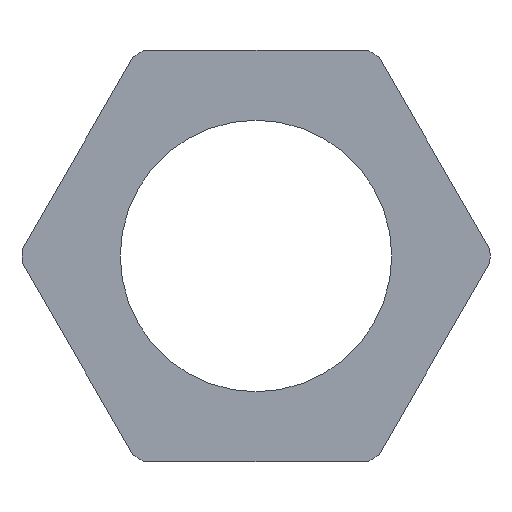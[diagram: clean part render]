
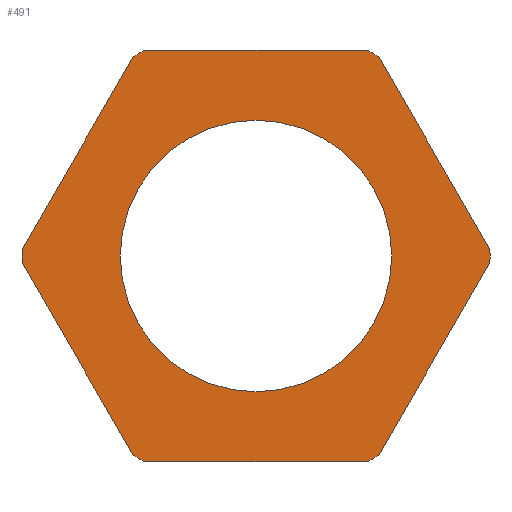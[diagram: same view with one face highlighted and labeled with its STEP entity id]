
A CAD part, front view. The second image highlights one B-rep face of the part: STEP entity #491.
In plain terms, the highlighted planar face has unit normal (0, -1, 0).
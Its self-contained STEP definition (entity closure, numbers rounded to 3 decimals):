
#1 = EDGE_CURVE ( 'NONE', #135, #117, #224, .T. ) ;
#2 = DIRECTION ( 'NONE',  ( 0., -1., 0. ) ) ;
#3 = CIRCLE ( 'NONE', #343, 12.5 ) ;
#5 = CARTESIAN_POINT ( 'NONE',  ( 6.351, -2.5, 11. ) ) ;
#17 = DIRECTION ( 'NONE',  ( 0., 0., 1. ) ) ;
#21 = PLANE ( 'NONE',  #139 ) ;
#24 = VERTEX_POINT ( 'NONE', #211 ) ;
#25 = LINE ( 'NONE', #470, #424 ) ;
#28 = EDGE_CURVE ( 'NONE', #94, #44, #353, .T. ) ;
#29 = CARTESIAN_POINT ( 'NONE',  ( 5.937, -2.5, 11. ) ) ;
#32 = DIRECTION ( 'NONE',  ( 0., 0., 1. ) ) ;
#33 = DIRECTION ( 'NONE',  ( -0.5, 0., -0.866 ) ) ;
#44 = VERTEX_POINT ( 'NONE', #291 ) ;
#49 = CIRCLE ( 'NONE', #99, 7.25 ) ;
#51 = ORIENTED_EDGE ( 'NONE', *, *, #56, .F. ) ;
#54 = ORIENTED_EDGE ( 'NONE', *, *, #161, .T. ) ;
#55 = ORIENTED_EDGE ( 'NONE', *, *, #152, .F. ) ;
#56 = EDGE_CURVE ( 'NONE', #94, #393, #366, .T. ) ;
#61 = VECTOR ( 'NONE', #342, 1000. ) ;
#63 = ORIENTED_EDGE ( 'NONE', *, *, #189, .T. ) ;
#66 = CARTESIAN_POINT ( 'NONE',  ( 12.702, -2.5, 0. ) ) ;
#69 = DIRECTION ( 'NONE',  ( 0., 0., 1. ) ) ;
#74 = CARTESIAN_POINT ( 'NONE',  ( 0., -2.5, -7.25 ) ) ;
#87 = CIRCLE ( 'NONE', #385, 12.5 ) ;
#89 = EDGE_CURVE ( 'NONE', #544, #44, #25, .T. ) ;
#90 = EDGE_CURVE ( 'NONE', #24, #521, #299, .T. ) ;
#94 = VERTEX_POINT ( 'NONE', #168 ) ;
#95 = CARTESIAN_POINT ( 'NONE',  ( -12.495, -2.5, -0.358 ) ) ;
#99 = AXIS2_PLACEMENT_3D ( 'NONE', #331, #154, #69 ) ;
#103 = VERTEX_POINT ( 'NONE', #288 ) ;
#104 = EDGE_CURVE ( 'NONE', #195, #482, #451, .T. ) ;
#105 = CARTESIAN_POINT ( 'NONE',  ( 0., -2.5, 0. ) ) ;
#106 = CARTESIAN_POINT ( 'NONE',  ( 6.558, -2.5, 10.642 ) ) ;
#107 = EDGE_CURVE ( 'NONE', #273, #372, #377, .T. ) ;
#109 = ORIENTED_EDGE ( 'NONE', *, *, #28, .T. ) ;
#112 = ORIENTED_EDGE ( 'NONE', *, *, #107, .F. ) ;
#114 = DIRECTION ( 'NONE',  ( 0., 0., 1. ) ) ;
#117 = VERTEX_POINT ( 'NONE', #29 ) ;
#120 = DIRECTION ( 'NONE',  ( 0., 1., 0. ) ) ;
#125 = ORIENTED_EDGE ( 'NONE', *, *, #1, .T. ) ;
#131 = VECTOR ( 'NONE', #513, 1000. ) ;
#132 = ORIENTED_EDGE ( 'NONE', *, *, #456, .T. ) ;
#135 = VERTEX_POINT ( 'NONE', #106 ) ;
#139 = AXIS2_PLACEMENT_3D ( 'NONE', #159, #453, #212 ) ;
#152 = EDGE_CURVE ( 'NONE', #213, #117, #472, .T. ) ;
#154 = DIRECTION ( 'NONE',  ( 0., 1., 0. ) ) ;
#156 = CARTESIAN_POINT ( 'NONE',  ( 0., -2.5, 0. ) ) ;
#157 = CARTESIAN_POINT ( 'NONE',  ( -6.351, -2.5, 11. ) ) ;
#158 = CARTESIAN_POINT ( 'NONE',  ( 0., -2.5, 0. ) ) ;
#159 = CARTESIAN_POINT ( 'NONE',  ( 0., -2.5, 0. ) ) ;
#161 = EDGE_CURVE ( 'NONE', #213, #372, #162, .T. ) ;
#162 = CIRCLE ( 'NONE', #527, 12.5 ) ;
#167 = EDGE_LOOP ( 'NONE', ( #225, #394 ) ) ;
#168 = CARTESIAN_POINT ( 'NONE',  ( -6.558, -2.5, -10.642 ) ) ;
#170 = DIRECTION ( 'NONE',  ( 0., 0., 1. ) ) ;
#173 = ORIENTED_EDGE ( 'NONE', *, *, #241, .F. ) ;
#176 = DIRECTION ( 'NONE',  ( 0., -1., 0. ) ) ;
#186 = CARTESIAN_POINT ( 'NONE',  ( -12.495, -2.5, 0.358 ) ) ;
#189 = EDGE_CURVE ( 'NONE', #24, #103, #3, .T. ) ;
#192 = EDGE_CURVE ( 'NONE', #482, #195, #49, .T. ) ;
#195 = VERTEX_POINT ( 'NONE', #74 ) ;
#211 = CARTESIAN_POINT ( 'NONE',  ( 12.495, -2.5, -0.358 ) ) ;
#212 = DIRECTION ( 'NONE',  ( 0., 0., 1. ) ) ;
#213 = VERTEX_POINT ( 'NONE', #419 ) ;
#224 = CIRCLE ( 'NONE', #247, 12.5 ) ;
#225 = ORIENTED_EDGE ( 'NONE', *, *, #192, .T. ) ;
#232 = VECTOR ( 'NONE', #448, 1000. ) ;
#240 = ORIENTED_EDGE ( 'NONE', *, *, #89, .F. ) ;
#241 = EDGE_CURVE ( 'NONE', #135, #103, #460, .T. ) ;
#247 = AXIS2_PLACEMENT_3D ( 'NONE', #267, #416, #170 ) ;
#248 = ORIENTED_EDGE ( 'NONE', *, *, #90, .F. ) ;
#256 = AXIS2_PLACEMENT_3D ( 'NONE', #536, #287, #32 ) ;
#267 = CARTESIAN_POINT ( 'NONE',  ( 0., -2.5, 0. ) ) ;
#269 = CARTESIAN_POINT ( 'NONE',  ( 0., -2.5, 0. ) ) ;
#272 = VECTOR ( 'NONE', #33, 1000. ) ;
#273 = VERTEX_POINT ( 'NONE', #186 ) ;
#280 = DIRECTION ( 'NONE',  ( 0., -1., 0. ) ) ;
#284 = VECTOR ( 'NONE', #427, 1000. ) ;
#287 = DIRECTION ( 'NONE',  ( 0., -1., 0. ) ) ;
#288 = CARTESIAN_POINT ( 'NONE',  ( 12.495, -2.5, 0.358 ) ) ;
#291 = CARTESIAN_POINT ( 'NONE',  ( -5.937, -2.5, -11. ) ) ;
#294 = DIRECTION ( 'NONE',  ( 0., 0., 1. ) ) ;
#299 = LINE ( 'NONE', #66, #272 ) ;
#303 = CIRCLE ( 'NONE', #256, 12.5 ) ;
#331 = CARTESIAN_POINT ( 'NONE',  ( 0., -2.5, 0. ) ) ;
#339 = AXIS2_PLACEMENT_3D ( 'NONE', #105, #176, #423 ) ;
#342 = DIRECTION ( 'NONE',  ( -0.5, 0., 0.866 ) ) ;
#343 = AXIS2_PLACEMENT_3D ( 'NONE', #158, #2, #294 ) ;
#353 = CIRCLE ( 'NONE', #339, 12.5 ) ;
#366 = LINE ( 'NONE', #505, #61 ) ;
#367 = EDGE_CURVE ( 'NONE', #544, #521, #87, .T. ) ;
#369 = CARTESIAN_POINT ( 'NONE',  ( 6.558, -2.5, -10.642 ) ) ;
#372 = VERTEX_POINT ( 'NONE', #484 ) ;
#376 = CARTESIAN_POINT ( 'NONE',  ( -12.702, -2.5, 0. ) ) ;
#377 = LINE ( 'NONE', #376, #284 ) ;
#380 = DIRECTION ( 'NONE',  ( -1., 0., 0. ) ) ;
#385 = AXIS2_PLACEMENT_3D ( 'NONE', #524, #280, #17 ) ;
#393 = VERTEX_POINT ( 'NONE', #95 ) ;
#394 = ORIENTED_EDGE ( 'NONE', *, *, #104, .T. ) ;
#409 = CARTESIAN_POINT ( 'NONE',  ( 5.937, -2.5, -11. ) ) ;
#416 = DIRECTION ( 'NONE',  ( 0., -1., 0. ) ) ;
#417 = FACE_OUTER_BOUND ( 'NONE', #509, .T. ) ;
#418 = AXIS2_PLACEMENT_3D ( 'NONE', #269, #120, #546 ) ;
#419 = CARTESIAN_POINT ( 'NONE',  ( -5.937, -2.5, 11. ) ) ;
#422 = DIRECTION ( 'NONE',  ( 0., -1., 0. ) ) ;
#423 = DIRECTION ( 'NONE',  ( 0., 0., 1. ) ) ;
#424 = VECTOR ( 'NONE', #380, 1000. ) ;
#427 = DIRECTION ( 'NONE',  ( 0.5, 0., 0.866 ) ) ;
#448 = DIRECTION ( 'NONE',  ( 1., 0., 0. ) ) ;
#451 = CIRCLE ( 'NONE', #418, 7.25 ) ;
#453 = DIRECTION ( 'NONE',  ( 0., 1., 0. ) ) ;
#456 = EDGE_CURVE ( 'NONE', #273, #393, #303, .T. ) ;
#460 = LINE ( 'NONE', #5, #131 ) ;
#470 = CARTESIAN_POINT ( 'NONE',  ( 6.351, -2.5, -11. ) ) ;
#472 = LINE ( 'NONE', #157, #232 ) ;
#482 = VERTEX_POINT ( 'NONE', #495 ) ;
#484 = CARTESIAN_POINT ( 'NONE',  ( -6.558, -2.5, 10.642 ) ) ;
#491 = ADVANCED_FACE ( 'NONE', ( #543, #417 ), #21, .F. ) ;
#495 = CARTESIAN_POINT ( 'NONE',  ( 0., -2.5, 7.25 ) ) ;
#505 = CARTESIAN_POINT ( 'NONE',  ( -6.351, -2.5, -11. ) ) ;
#509 = EDGE_LOOP ( 'NONE', ( #54, #112, #132, #51, #109, #240, #526, #248, #63, #173, #125, #55 ) ) ;
#513 = DIRECTION ( 'NONE',  ( 0.5, 0., -0.866 ) ) ;
#521 = VERTEX_POINT ( 'NONE', #369 ) ;
#524 = CARTESIAN_POINT ( 'NONE',  ( 0., -2.5, 0. ) ) ;
#526 = ORIENTED_EDGE ( 'NONE', *, *, #367, .T. ) ;
#527 = AXIS2_PLACEMENT_3D ( 'NONE', #156, #422, #114 ) ;
#536 = CARTESIAN_POINT ( 'NONE',  ( 0., -2.5, 0. ) ) ;
#543 = FACE_BOUND ( 'NONE', #167, .T. ) ;
#544 = VERTEX_POINT ( 'NONE', #409 ) ;
#546 = DIRECTION ( 'NONE',  ( 0., 0., 1. ) ) ;
